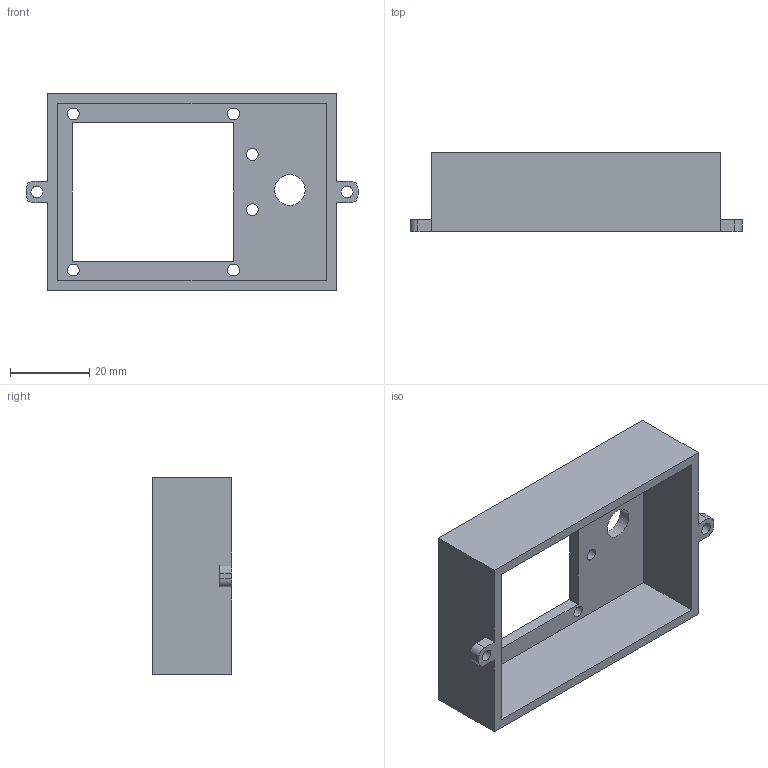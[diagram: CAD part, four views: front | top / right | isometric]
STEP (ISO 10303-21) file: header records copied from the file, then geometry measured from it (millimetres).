
FILE_DESCRIPTION(/* description */ (''),/* implementation_level */ '2;1');
FILE_NAME(/* name */ 'Suporte LCD Nokia 5110 e Botao de Encoder v3.step',/* time_stamp */ '2019-05-31T18:49:23-03:00',/* author */ (''),/* organization */ (''),/* preprocessor_version */ 'ST-DEVELOPER v18',/* originating_system */ 'Autodesk Translation Framework v8.2.0.1029',/* authorisation */ '');
FILE_SCHEMA (('AUTOMOTIVE_DESIGN { 1 0 10303 214 3 1 1 }'));
Length unit declared in the file: millimetre
Products named in the file (1): Suporte LCD Nokia 5110 e Botao de Encoder
Bounding box: 84 x 20 x 50 mm (x, y, z)
Volume: 16561.3 mm3; surface area: 13925.6 mm2
Topology: 1 solids, 1 shells, 36 faces, 99 edges, 66 vertices
Faces by surface type: plane 23, cylinder 13
Full cylindrical faces by diameter (mm): 3 x8, 7.75 x1
Entity records: 1222 total; most frequent: CARTESIAN_POINT 202, DIRECTION 199, ORIENTED_EDGE 198, EDGE_CURVE 99, LINE 73, VECTOR 73, VERTEX_POINT 66, AXIS2_PLACEMENT_3D 63
